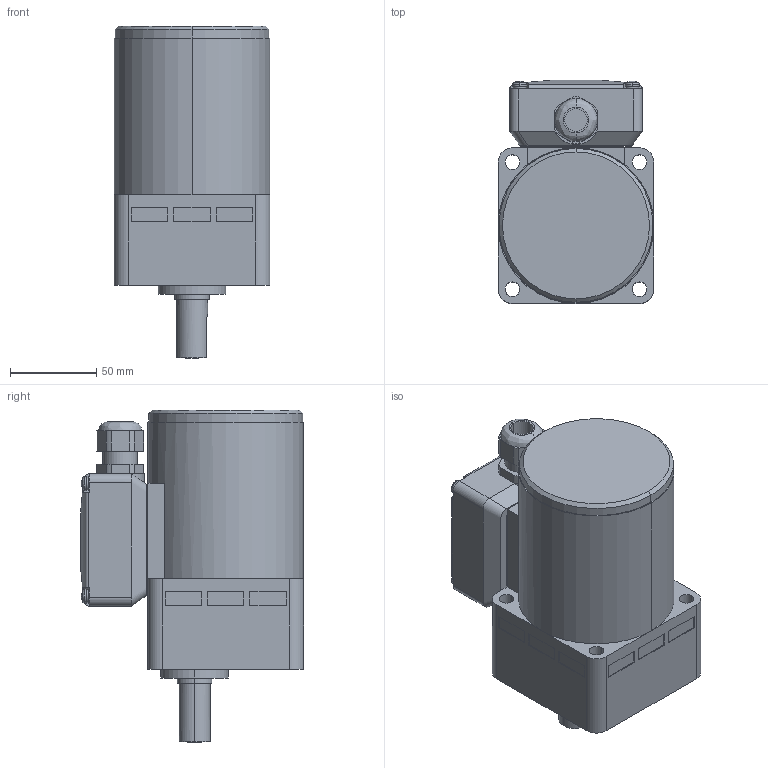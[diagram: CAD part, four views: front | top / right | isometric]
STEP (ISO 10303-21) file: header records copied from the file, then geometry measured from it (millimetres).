
FILE_DESCRIPTION (( 'STEP AP203' ), '1' );
FILE_NAME ('A1305A.STEP', '2014-05-27T06:22:27', ( 'om' ), ( 'Hewlett-Packard Company' ), 'SwSTEP 2.0', 'SolidWorks 2011', '' );
FILE_SCHEMA (( 'CONFIG_CONTROL_DESIGN' ));
Length unit declared in the file: millimetre
Products named in the file (1): A1305A
Bounding box: 90 x 129 x 192 mm (x, y, z)
Volume: 1261753.5 mm3; surface area: 103212.3 mm2
Topology: 2 solids, 3 shells, 281 faces, 694 edges, 453 vertices
Faces by surface type: plane 138, cylinder 117, bspline 20, cone 6
Entity records: 9098 total; most frequent: CARTESIAN_POINT 2218, DIRECTION 1455, ORIENTED_EDGE 1384, EDGE_CURVE 692, AXIS2_PLACEMENT_3D 528, VERTEX_POINT 453, VECTOR 399, LINE 399
